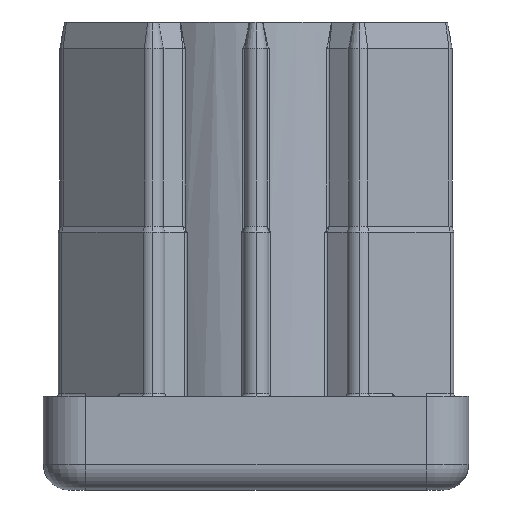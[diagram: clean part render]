
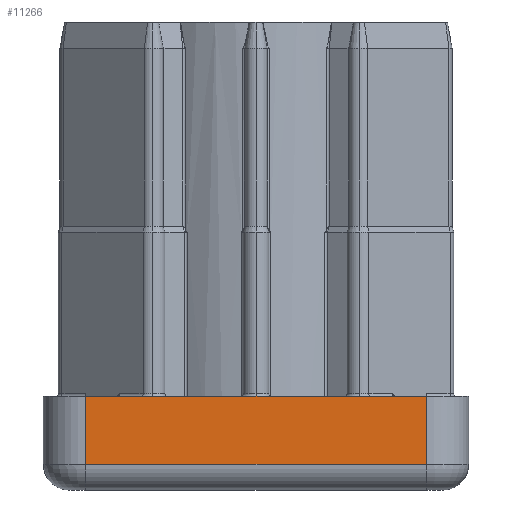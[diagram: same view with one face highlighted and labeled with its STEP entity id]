
A CAD part, left-side view. The second image highlights one B-rep face of the part: STEP entity #11266.
In plain terms, the highlighted planar face has unit normal (-1, 0, 0).
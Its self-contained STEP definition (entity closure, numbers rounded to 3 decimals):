
#1365 = CARTESIAN_POINT ( 'NONE',  ( -25., -20., 11. ) ) ;
#1627 = EDGE_CURVE ( 'NONE', #12280, #4508, #11560, .T. ) ;
#1682 = VECTOR ( 'NONE', #5771, 1000. ) ;
#2066 = PLANE ( 'NONE',  #5701 ) ;
#3284 = EDGE_LOOP ( 'NONE', ( #5810, #11215, #9607, #11988 ) ) ;
#3334 = DIRECTION ( 'NONE',  ( 0., 0., -1. ) ) ;
#4508 = VERTEX_POINT ( 'NONE', #1365 ) ;
#4540 = CARTESIAN_POINT ( 'NONE',  ( -25., -25., 11. ) ) ;
#5701 = AXIS2_PLACEMENT_3D ( 'NONE', #4540, #10750, #3334 ) ;
#5771 = DIRECTION ( 'NONE',  ( 0., -1., 0. ) ) ;
#5810 = ORIENTED_EDGE ( 'NONE', *, *, #12865, .T. ) ;
#5987 = DIRECTION ( 'NONE',  ( 0., 0., -1. ) ) ;
#6147 = DIRECTION ( 'NONE',  ( 0., -1., 0. ) ) ;
#6850 = VECTOR ( 'NONE', #15842, 1000. ) ;
#8334 = CARTESIAN_POINT ( 'NONE',  ( -25., -25., 11. ) ) ;
#9607 = ORIENTED_EDGE ( 'NONE', *, *, #13062, .T. ) ;
#10097 = CARTESIAN_POINT ( 'NONE',  ( -25., -20., 11. ) ) ;
#10307 = LINE ( 'NONE', #14348, #13011 ) ;
#10480 = LINE ( 'NONE', #10097, #6850 ) ;
#10750 = DIRECTION ( 'NONE',  ( 1., 0., 0. ) ) ;
#11215 = ORIENTED_EDGE ( 'NONE', *, *, #12949, .T. ) ;
#11266 = ADVANCED_FACE ( 'NONE', ( #12519 ), #2066, .F. ) ;
#11560 = LINE ( 'NONE', #8334, #1682 ) ;
#11960 = CARTESIAN_POINT ( 'NONE',  ( -25., 20., 3. ) ) ;
#11988 = ORIENTED_EDGE ( 'NONE', *, *, #1627, .F. ) ;
#12280 = VERTEX_POINT ( 'NONE', #15415 ) ;
#12299 = LINE ( 'NONE', #14494, #14994 ) ;
#12519 = FACE_OUTER_BOUND ( 'NONE', #3284, .T. ) ;
#12865 = EDGE_CURVE ( 'NONE', #12280, #13503, #10307, .T. ) ;
#12949 = EDGE_CURVE ( 'NONE', #13503, #14053, #12299, .T. ) ;
#13011 = VECTOR ( 'NONE', #5987, 1000. ) ;
#13048 = CARTESIAN_POINT ( 'NONE',  ( -25., -20., 3. ) ) ;
#13062 = EDGE_CURVE ( 'NONE', #14053, #4508, #10480, .T. ) ;
#13503 = VERTEX_POINT ( 'NONE', #11960 ) ;
#14053 = VERTEX_POINT ( 'NONE', #13048 ) ;
#14348 = CARTESIAN_POINT ( 'NONE',  ( -25., 20., 11. ) ) ;
#14494 = CARTESIAN_POINT ( 'NONE',  ( -25., -20., 3. ) ) ;
#14994 = VECTOR ( 'NONE', #6147, 1000. ) ;
#15415 = CARTESIAN_POINT ( 'NONE',  ( -25., 20., 11. ) ) ;
#15842 = DIRECTION ( 'NONE',  ( 0., 0., 1. ) ) ;
